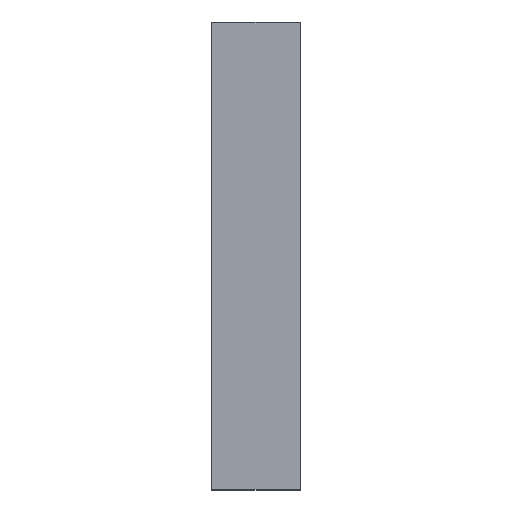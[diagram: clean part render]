
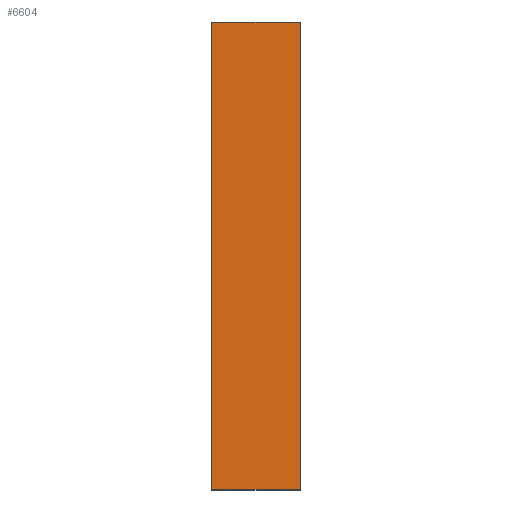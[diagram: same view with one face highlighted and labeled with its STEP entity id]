
A CAD part, top view. The second image highlights one B-rep face of the part: STEP entity #6604.
In plain terms, the highlighted planar face has unit normal (0, 0, 1).
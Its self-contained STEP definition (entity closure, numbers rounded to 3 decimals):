
#5487=CARTESIAN_POINT('',(-211.334,227.768,567.05));
#5488=VERTEX_POINT('',#5487);
#5495=CARTESIAN_POINT('',(-211.334,42.709,567.05));
#5496=VERTEX_POINT('',#5495);
#5497=CARTESIAN_POINT('',(-211.334,227.768,567.05));
#5498=DIRECTION('',(0.,-1.,0.));
#5499=VECTOR('',#5498,185.059);
#5500=LINE('',#5497,#5499);
#5501=EDGE_CURVE('',#5488,#5496,#5500,.T.);
#6574=CARTESIAN_POINT('',(-246.334,409.754,567.05));
#6575=DIRECTION('',(0.,0.,1.));
#6576=DIRECTION('',(-0.,1.,-0.));
#6577=AXIS2_PLACEMENT_3D('',#6574,#6575,#6576);
#6578=PLANE('',#6577);
#6579=CARTESIAN_POINT('',(-246.334,227.768,567.05));
#6580=VERTEX_POINT('',#6579);
#6581=CARTESIAN_POINT('',(-246.334,227.768,567.05));
#6582=DIRECTION('',(1.,0.,-0.));
#6583=VECTOR('',#6582,35.);
#6584=LINE('',#6581,#6583);
#6585=EDGE_CURVE('',#6580,#5488,#6584,.T.);
#6586=ORIENTED_EDGE('',*,*,#6585,.F.);
#6587=CARTESIAN_POINT('',(-246.334,42.709,567.05));
#6588=VERTEX_POINT('',#6587);
#6589=CARTESIAN_POINT('',(-246.334,227.768,567.05));
#6590=DIRECTION('',(0.,-1.,0.));
#6591=VECTOR('',#6590,185.059);
#6592=LINE('',#6589,#6591);
#6593=EDGE_CURVE('',#6580,#6588,#6592,.T.);
#6594=ORIENTED_EDGE('',*,*,#6593,.T.);
#6595=CARTESIAN_POINT('',(-211.334,42.709,567.05));
#6596=DIRECTION('',(-1.,-0.,-0.));
#6597=VECTOR('',#6596,35.);
#6598=LINE('',#6595,#6597);
#6599=EDGE_CURVE('',#5496,#6588,#6598,.T.);
#6600=ORIENTED_EDGE('',*,*,#6599,.F.);
#6601=ORIENTED_EDGE('',*,*,#5501,.F.);
#6602=EDGE_LOOP('',(#6586,#6594,#6600,#6601));
#6603=FACE_BOUND('',#6602,.T.);
#6604=ADVANCED_FACE('',(#6603),#6578,.T.);
